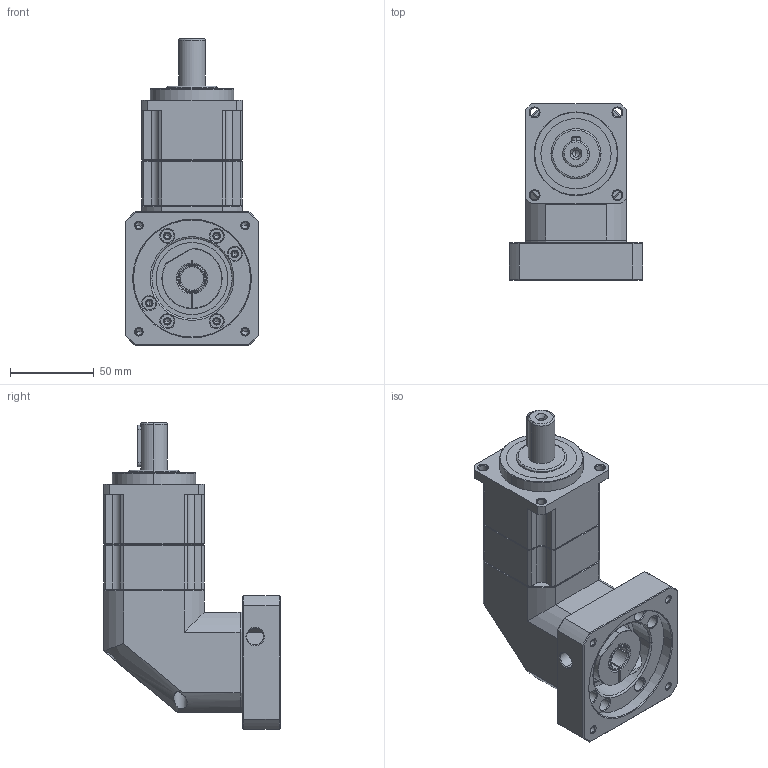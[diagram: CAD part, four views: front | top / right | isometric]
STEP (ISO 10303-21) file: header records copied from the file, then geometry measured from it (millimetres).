
FILE_DESCRIPTION (( 'STEP AP214' ), '1' );
FILE_NAME ('SBL060-L2-14-70-90M6.STEP', '2021-12-25T06:33:23', ( 'admin' ), ( '' ), 'SwSTEP 2.0', 'SolidWorks 2013', '' );
FILE_SCHEMA (( 'AUTOMOTIVE_DESIGN' ));
Length unit declared in the file: millimetre
Products named in the file (6): SBL060_X2_8F9351658F7495017D2773AF_X0_-14; SBL060-14; SB060_X2_4E007EA79F7F5708_X0_; SB060_X2_8F9351FA7AEF_X0_; SBL060_X2_6CD55170_X0_-70-90M5; SBL060-L2-14-70-90M6
Assembly tree (5 placements, depth 2):
  SBL060-L2-14-70-90M6
    SBL060_X2_6CD55170_X0_-70-90M5
    SB060_X2_8F9351FA7AEF_X0_
    SB060_X2_4E007EA79F7F5708_X0_
    SBL060-14
    SBL060_X2_8F9351658F7495017D2773AF_X0_-14
Bounding box: 80 x 105.5 x 183.5 mm (x, y, z)
Volume: 597161.9 mm3; surface area: 100098.1 mm2
Topology: 7 solids, 7 shells, 521 faces, 1301 edges, 793 vertices
Faces by surface type: cylinder 182, plane 179, cone 143, bspline 17
Entity records: 22425 total; most frequent: CARTESIAN_POINT 4170, DIRECTION 2625, ORIENTED_EDGE 2536, EDGE_CURVE 1268, AXIS2_PLACEMENT_3D 1023, VERTEX_POINT 789, EDGE_LOOP 589, VECTOR 579
